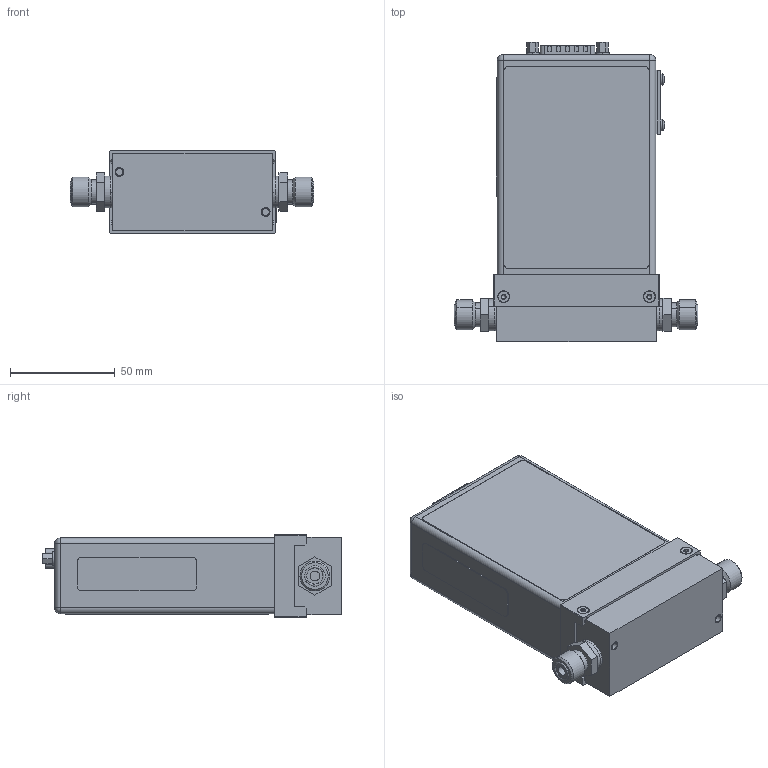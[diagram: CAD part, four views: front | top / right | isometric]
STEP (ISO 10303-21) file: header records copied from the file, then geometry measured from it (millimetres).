
FILE_DESCRIPTION((''),'2;1');
FILE_NAME('IE50A_8MM_15-PIN_ANALOG_ASM','2015-10-12T',('cockrofm'),(''),'PRO/ENGINEER BY PARAMETRIC TECHNOLOGY CORPORATION, 2011490','PRO/ENGINEER BY PARAMETRIC TECHNOLOGY CORPORATION, 2011490','');
FILE_SCHEMA(('CONFIG_CONTROL_DESIGN'));
Length unit declared in the file: inch
Products named in the file (20): 1049100_DUMMY_BLANK_1; 1048244_FLANGE_1; 1050213_ENCLOSURE_1; 1050523_WELDMENT_ASM_1_ASM; 1046660_FOR_RJ45_1; 1046661_PLATE_COVER_1; MANIFOLD_SOLID_BREP_10168; MANIFOLD_SOLID_BREP_10302; 1051195-001_1_ASM; 1048649_15-PIN_CONN_1; 1048642_STANDOFF_4-40_1; 1048485_LABEL_1; 1048486_LABEL_REAR_1; 119937-P9_LARGE-SINGLE_2; 1048487-001_1; 1051209_1; IE50A_4VCR_15-PIN_ANALOG_ASM_3_ASM; 116159_FITTING_4VCO; 116476_FITTING_4VCO; IE50A_8MM_15-PIN_ANALOG_ASM
Assembly tree (24 placements, depth 4):
  IE50A_8MM_15-PIN_ANALOG_ASM
    IE50A_4VCR_15-PIN_ANALOG_ASM_3_ASM
      1049100_DUMMY_BLANK_1
      1050523_WELDMENT_ASM_1_ASM
        1048244_FLANGE_1
        1050213_ENCLOSURE_1
      1046660_FOR_RJ45_1
      1046661_PLATE_COVER_1
      1051195-001_1_ASM  x2
        MANIFOLD_SOLID_BREP_10168
        MANIFOLD_SOLID_BREP_10302
      1048649_15-PIN_CONN_1
      1048642_STANDOFF_4-40_1  x2
      1048485_LABEL_1
      1048486_LABEL_REAR_1
      119937-P9_LARGE-SINGLE_2
      1048487-001_1
      1051209_1  x4
    116159_FITTING_4VCO
    116476_FITTING_4VCO
Bounding box: 116.41 x 142.7 x 39.47 mm (x, y, z)
Volume: 107621.2 mm3; surface area: 112444.5 mm2
Topology: 22 solids, 30 shells, 992 faces, 2402 edges, 1545 vertices
Faces by surface type: cylinder 377, plane 371, cone 104, extrusion 72, torus 47, sphere 12, bspline 9
Entity records: 26077 total; most frequent: CARTESIAN_POINT 6689, DIRECTION 4120, ORIENTED_EDGE 3746, EDGE_CURVE 1885, AXIS2_PLACEMENT_3D 1548, VERTEX_POINT 1244, VECTOR 1024, LINE 972
